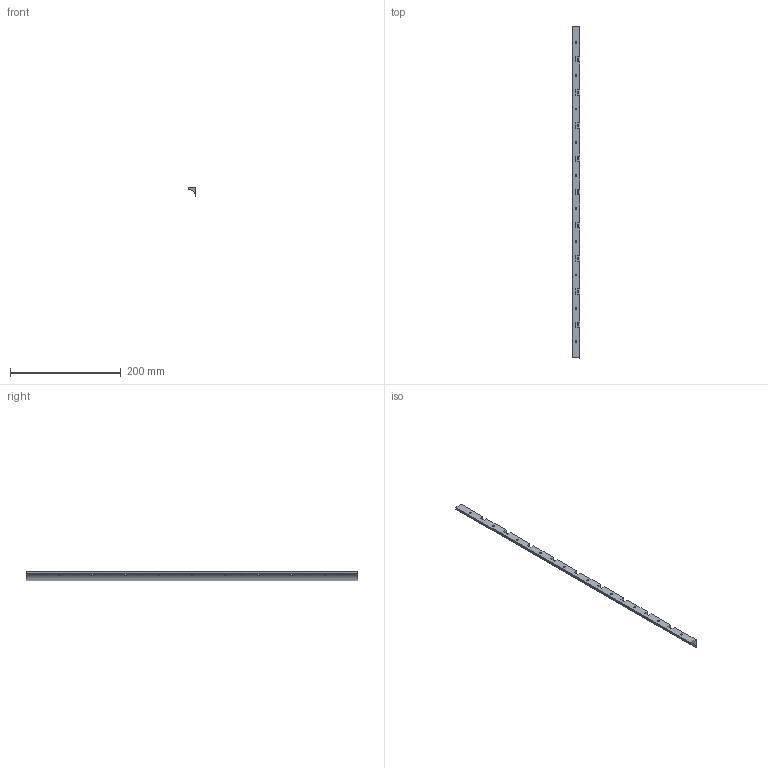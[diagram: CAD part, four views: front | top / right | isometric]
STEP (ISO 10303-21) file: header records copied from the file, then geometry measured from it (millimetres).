
FILE_DESCRIPTION(/* description */ (''),/* implementation_level */ '2;1');
FILE_NAME(/* name */ 'cdpart1.stp',/* time_stamp */ '2019-11-04T09:27:19+01:00',/* author */ (''),/* organization */ (''),/* preprocessor_version */ 'ST-DEVELOPER v16',/* originating_system */ 'SIEMENS PLM Software NX 10.0',/* authorisation */ '');
FILE_SCHEMA (('AUTOMOTIVE_DESIGN { 1 0 10303 214 3 1 1 1 }'));
Length unit declared in the file: millimetre
Products named in the file (1): cdpart1
Bounding box: 14 x 600 x 18 mm (x, y, z)
Volume: 55591.5 mm3; surface area: 35719 mm2
Topology: 1 solids, 1 shells, 52 faces, 150 edges, 100 vertices
Faces by surface type: plane 32, cylinder 20
Full cylindrical faces by diameter (mm): 3.3 x10, 4.2 x9
Entity records: 2745 total; most frequent: CARTESIAN_POINT 1367, ORIENTED_EDGE 262, DIRECTION 239, EDGE_CURVE 131, EDGE_LOOP 109, VERTEX_POINT 100, LINE 91, VECTOR 91
